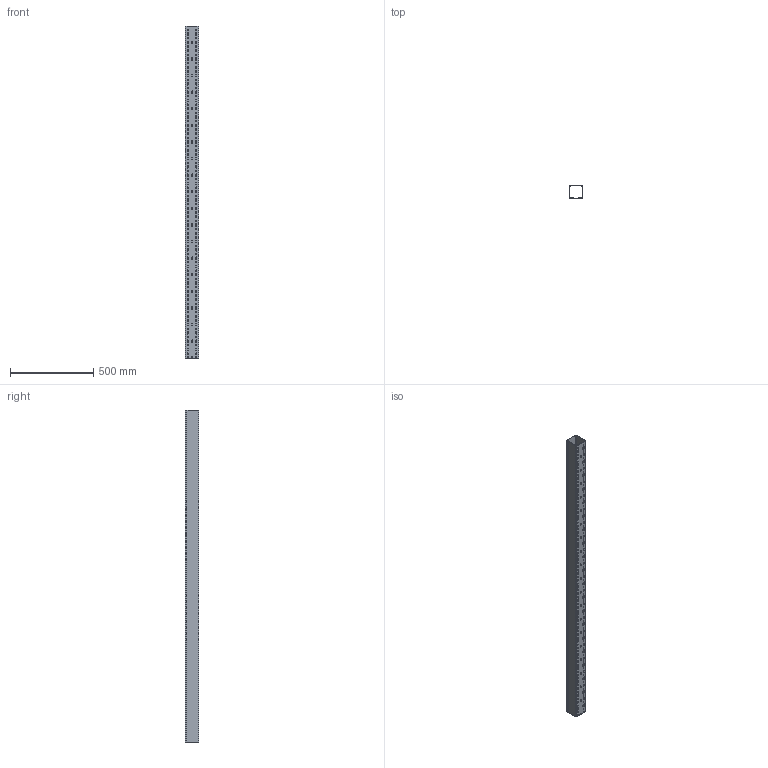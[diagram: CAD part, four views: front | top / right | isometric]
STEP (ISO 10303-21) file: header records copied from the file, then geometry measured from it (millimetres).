
FILE_DESCRIPTION (( 'STEP AP203' ), '1' );
FILE_NAME ('TSH-3030G-1.step', '2023-06-22T19:11:55', ( '' ), ( '' ), 'SwSTEP 2.0', 'SolidWorks 2021', '' );
FILE_SCHEMA (( 'CONFIG_CONTROL_DESIGN' ));
Length unit declared in the file: millimetre
Products named in the file (1): TSH-3030G-1
Bounding box: 80 x 80 x 2000 mm (x, y, z)
Volume: 1145349.5 mm3; surface area: 1339036.8 mm2
Topology: 2 solids, 2 shells, 1093 faces, 3147 edges, 2098 vertices
Faces by surface type: cylinder 571, plane 442, cone 80
Entity records: 37146 total; most frequent: DIRECTION 6637, CARTESIAN_POINT 6339, ORIENTED_EDGE 6294, EDGE_CURVE 3147, AXIS2_PLACEMENT_3D 2396, VERTEX_POINT 2098, LINE 1845, VECTOR 1845
